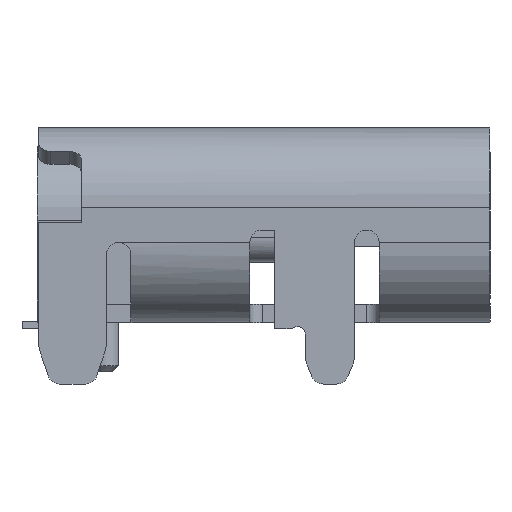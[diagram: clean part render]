
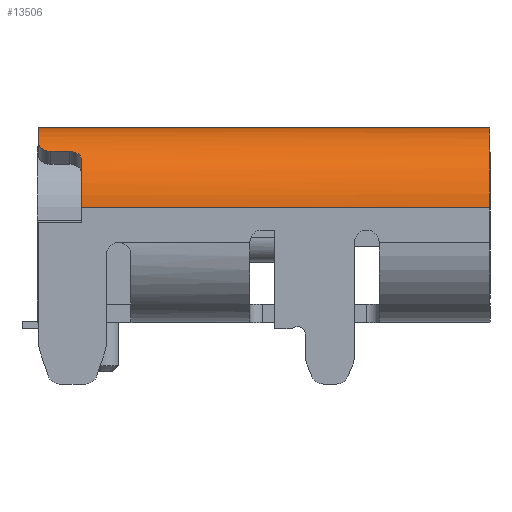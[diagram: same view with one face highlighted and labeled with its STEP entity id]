
A CAD part, left-side view. The second image highlights one B-rep face of the part: STEP entity #13506.
In plain terms, the highlighted cylindrical face has radius 1.3 mm (diameter 2.6 mm), a partial arc.
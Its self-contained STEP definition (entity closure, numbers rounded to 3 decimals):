
#7442 = VERTEX_POINT('',#7443);
#7443 = CARTESIAN_POINT('',(-3.17,4.71,3.26));
#9075 = VERTEX_POINT('',#9076);
#9076 = CARTESIAN_POINT('',(-4.47,4.01,1.96));
#9082 = EDGE_CURVE('',#9083,#9075,#9085,.T.);
#9083 = VERTEX_POINT('',#9084);
#9084 = CARTESIAN_POINT('',(-4.22,4.01,2.727));
#9085 = CIRCLE('',#9086,1.3);
#9086 = AXIS2_PLACEMENT_3D('',#9087,#9088,#9089);
#9087 = CARTESIAN_POINT('',(-3.17,4.01,1.96));
#9088 = DIRECTION('',(0.,-1.,0.));
#9089 = DIRECTION('',(1.,0.,0.));
#9387 = VERTEX_POINT('',#9388);
#9388 = CARTESIAN_POINT('',(-4.47,-2.62,1.96));
#9394 = EDGE_CURVE('',#9075,#9387,#9395,.T.);
#9395 = LINE('',#9396,#9397);
#9396 = CARTESIAN_POINT('',(-4.47,4.71,1.96));
#9397 = VECTOR('',#9398,1.);
#9398 = DIRECTION('',(0.,-1.,0.));
#11318 = EDGE_CURVE('',#11319,#7442,#11321,.T.);
#11319 = VERTEX_POINT('',#11320);
#11320 = CARTESIAN_POINT('',(-3.937,4.71,3.01));
#11321 = CIRCLE('',#11322,1.3);
#11322 = AXIS2_PLACEMENT_3D('',#11323,#11324,#11325);
#11323 = CARTESIAN_POINT('',(-3.17,4.71,1.96));
#11324 = DIRECTION('',(0.,1.,0.));
#11325 = DIRECTION('',(1.,0.,0.));
#11450 = EDGE_CURVE('',#7442,#11451,#11453,.T.);
#11451 = VERTEX_POINT('',#11452);
#11452 = CARTESIAN_POINT('',(-3.17,-2.62,3.26));
#11453 = LINE('',#11454,#11455);
#11454 = CARTESIAN_POINT('',(-3.17,4.71,3.26));
#11455 = VECTOR('',#11456,1.);
#11456 = DIRECTION('',(0.,-1.,0.));
#13506 = ADVANCED_FACE('',(#13507),#13548,.T.);
#13507 = FACE_BOUND('',#13508,.T.);
#13508 = EDGE_LOOP('',(#13509,#13519,#13528,#13529,#13530,#13537,#13538,
    #13539));
#13509 = ORIENTED_EDGE('',*,*,#13510,.F.);
#13510 = EDGE_CURVE('',#13511,#13513,#13515,.T.);
#13511 = VERTEX_POINT('',#13512);
#13512 = CARTESIAN_POINT('',(-4.089,4.21,2.879));
#13513 = VERTEX_POINT('',#13514);
#13514 = CARTESIAN_POINT('',(-4.089,4.51,2.879));
#13515 = LINE('',#13516,#13517);
#13516 = CARTESIAN_POINT('',(-4.089,4.01,2.879));
#13517 = VECTOR('',#13518,1.);
#13518 = DIRECTION('',(0.,1.,0.));
#13519 = ORIENTED_EDGE('',*,*,#13520,.F.);
#13520 = EDGE_CURVE('',#9083,#13511,#13521,.T.);
#13521 = B_SPLINE_CURVE_WITH_KNOTS('',3,(#13522,#13523,#13524,#13525,
    #13526,#13527),.UNSPECIFIED.,.F.,.F.,(4,2,4),(0.,
    0.,0.),.UNSPECIFIED.);
#13522 = CARTESIAN_POINT('',(-4.22,4.01,2.727));
#13523 = CARTESIAN_POINT('',(-4.188,4.01,2.77));
#13524 = CARTESIAN_POINT('',(-4.155,4.031,
    2.809));
#13525 = CARTESIAN_POINT('',(-4.105,4.105,
    2.864));
#13526 = CARTESIAN_POINT('',(-4.089,4.157,
    2.879));
#13527 = CARTESIAN_POINT('',(-4.089,4.21,2.879));
#13528 = ORIENTED_EDGE('',*,*,#9082,.T.);
#13529 = ORIENTED_EDGE('',*,*,#9394,.T.);
#13530 = ORIENTED_EDGE('',*,*,#13531,.T.);
#13531 = EDGE_CURVE('',#9387,#11451,#13532,.T.);
#13532 = CIRCLE('',#13533,1.3);
#13533 = AXIS2_PLACEMENT_3D('',#13534,#13535,#13536);
#13534 = CARTESIAN_POINT('',(-3.17,-2.62,1.96));
#13535 = DIRECTION('',(0.,1.,0.));
#13536 = DIRECTION('',(1.,0.,0.));
#13537 = ORIENTED_EDGE('',*,*,#11450,.F.);
#13538 = ORIENTED_EDGE('',*,*,#11318,.F.);
#13539 = ORIENTED_EDGE('',*,*,#13540,.F.);
#13540 = EDGE_CURVE('',#13513,#11319,#13541,.T.);
#13541 = B_SPLINE_CURVE_WITH_KNOTS('',3,(#13542,#13543,#13544,#13545,
    #13546,#13547),.UNSPECIFIED.,.F.,.F.,(4,2,4),(0.,0.,
    0.),.UNSPECIFIED.);
#13542 = CARTESIAN_POINT('',(-4.089,4.51,2.879));
#13543 = CARTESIAN_POINT('',(-4.089,4.563,
    2.879));
#13544 = CARTESIAN_POINT('',(-4.074,4.615,2.895
    ));
#13545 = CARTESIAN_POINT('',(-4.019,4.689,
    2.945));
#13546 = CARTESIAN_POINT('',(-3.98,4.71,
    2.978));
#13547 = CARTESIAN_POINT('',(-3.937,4.71,3.01));
#13548 = CYLINDRICAL_SURFACE('',#13549,1.3);
#13549 = AXIS2_PLACEMENT_3D('',#13550,#13551,#13552);
#13550 = CARTESIAN_POINT('',(-3.17,4.71,1.96));
#13551 = DIRECTION('',(0.,-1.,0.));
#13552 = DIRECTION('',(-1.,0.,0.));
